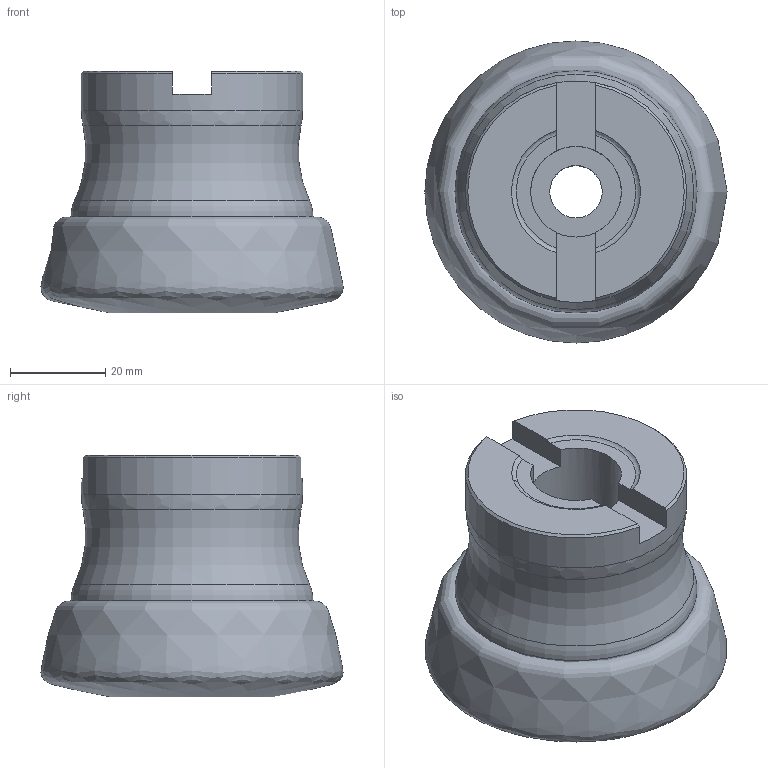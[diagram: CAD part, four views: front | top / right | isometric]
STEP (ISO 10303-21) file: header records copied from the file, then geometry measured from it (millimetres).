
FILE_DESCRIPTION(/* description */ (''),/* implementation_level */ '2;1');
FILE_NAME(/* name */ 'sdsadas.stp',/* time_stamp */ '2021-09-17T12:31:53+05:00',/* author */ (''),/* organization */ (''),/* preprocessor_version */ 'ST-DEVELOPER v16.7',/* originating_system */ 'SIEMENS PLM Software NX 12.0',/* authorisation */ '');
FILE_SCHEMA (('AUTOMOTIVE_DESIGN { 1 0 10303 214 3 1 1 1 }'));
Length unit declared in the file: millimetre
Products named in the file (4): CUT; NOCUT; ASSEMBLY_CONSTRUCTION; aaaa_stp
Assembly tree (3 placements, depth 2):
  aaaa_stp
    ASSEMBLY_CONSTRUCTION
    NOCUT
    CUT
Bounding box: 63.44 x 63.4 x 50.8 mm (x, y, z)
Volume: 132387.9 mm3; surface area: 23842.5 mm2
Topology: 2 solids, 2 shells, 32 faces, 81 edges, 64 vertices
Faces by surface type: plane 13, torus 8, cylinder 5, cone 4, revolution 1, bspline 1
Full cylindrical faces by diameter (mm): 11 x1, 15.5 x1, 19.05 x1, 46.45 x1, 50.81 x1
Entity records: 1233 total; most frequent: CARTESIAN_POINT 363, DIRECTION 161, ORIENTED_EDGE 116, AXIS2_PLACEMENT_3D 70, EDGE_CURVE 58, EDGE_LOOP 48, VERTEX_POINT 45, FACE_BOUND 35
